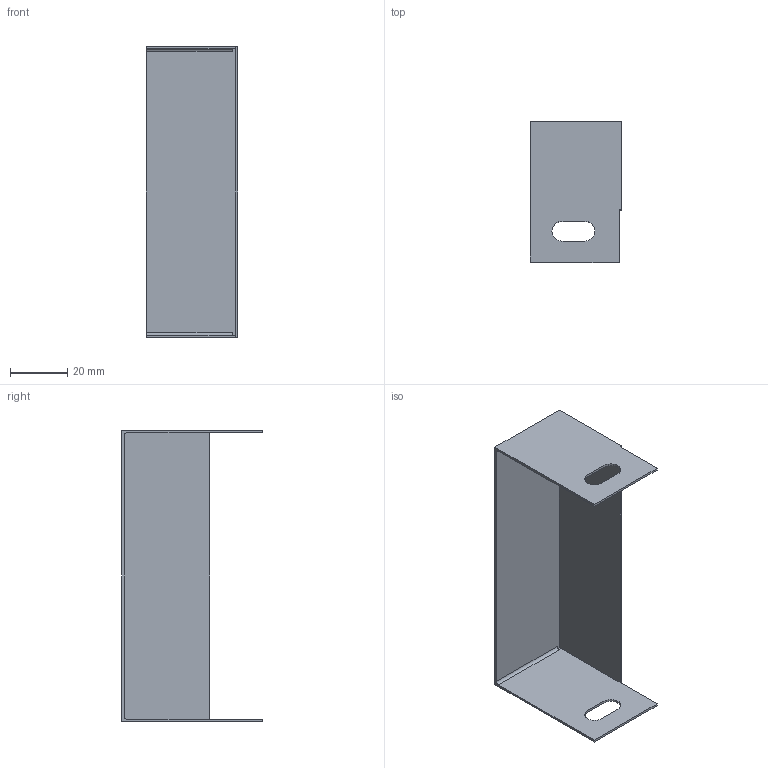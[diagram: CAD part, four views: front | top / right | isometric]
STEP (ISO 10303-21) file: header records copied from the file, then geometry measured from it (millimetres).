
FILE_DESCRIPTION (( 'STEP AP203' ), '1' );
FILE_NAME ('CLP1H-050-080-100 Ïåðåõîäíèê ïî âûñîòå 50õ80B100.STEP', '2016-03-17T11:36:19', ( '' ), ( '' ), 'SwSTEP 2.0', 'SolidWorks 2014', '' );
FILE_SCHEMA (( 'CONFIG_CONTROL_DESIGN' ));
Length unit declared in the file: millimetre
Products named in the file (1): CLP1H-050-080-100 Ïåðåõîäíèê ïî âûñîòå 50õ80B100
Bounding box: 31.8 x 49.1 x 101.6 mm (x, y, z)
Volume: 7280.5 mm3; surface area: 18524.9 mm2
Topology: 1 solids, 1 shells, 26 faces, 70 edges, 46 vertices
Faces by surface type: plane 20, cylinder 6
Entity records: 895 total; most frequent: CARTESIAN_POINT 143, ORIENTED_EDGE 140, DIRECTION 136, EDGE_CURVE 70, VECTOR 58, LINE 58, VERTEX_POINT 46, AXIS2_PLACEMENT_3D 39
